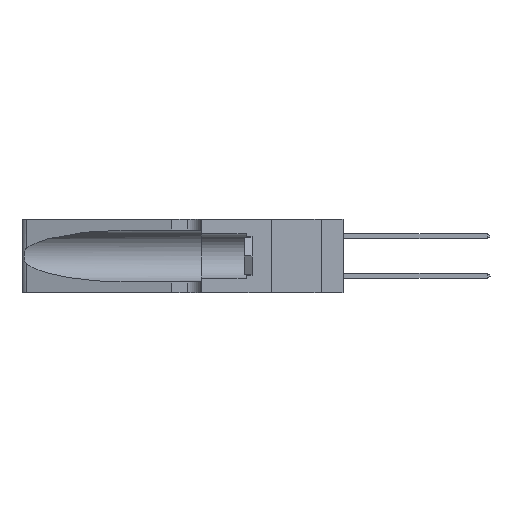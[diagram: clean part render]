
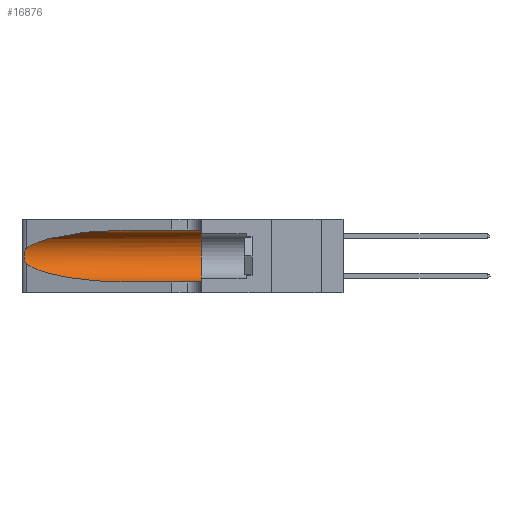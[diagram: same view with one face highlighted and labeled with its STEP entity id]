
A CAD part, left-side view. The second image highlights one B-rep face of the part: STEP entity #16876.
In plain terms, the highlighted cylindrical face has radius 3.308 mm (diameter 6.617 mm), a partial arc.
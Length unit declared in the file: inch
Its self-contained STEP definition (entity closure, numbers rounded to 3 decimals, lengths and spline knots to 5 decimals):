
#502 = CARTESIAN_POINT ( 'NONE',  ( 0.26075, 1.23896, 0.178 ) ) ;
#1600 = AXIS2_PLACEMENT_3D ( 'NONE', #6721, #7141, #33700 ) ;
#2177 = CARTESIAN_POINT ( 'NONE',  ( 0.18966, 0.96281, 0.31525 ) ) ;
#2974 = ORIENTED_EDGE ( 'NONE', *, *, #21424, .F. ) ;
#3216 = CARTESIAN_POINT ( 'NONE',  ( 0.25854, 1.2359, 0.20912 ) ) ;
#3915 = CARTESIAN_POINT ( 'NONE',  ( 0.25487, 1.22718, 0.14631 ) ) ;
#4224 = CARTESIAN_POINT ( 'NONE',  ( 0.1305, 0.35, 0.31525 ) ) ;
#4539 = CARTESIAN_POINT ( 'NONE',  ( 0.25555, 1.22993, 0.14849 ) ) ;
#4540 = DIRECTION ( 'NONE',  ( 0., -1., 0. ) ) ;
#5110 = VERTEX_POINT ( 'NONE', #4224 ) ;
#5116 = DIRECTION ( 'NONE',  ( 0., 0., -1. ) ) ;
#5264 = B_SPLINE_CURVE_WITH_KNOTS ( 'NONE', 3,
 ( #20204, #37517, #17328, #23425, #3216, #27500, #10984, #502, #41081, #34305, #27809, #17645, #4539, #3915 ),
 .UNSPECIFIED., .F., .F.,
 ( 4, 2, 2, 2, 2, 2, 4 ),
 ( 0., 0.00027, 0.00053, 0.00107, 0.0016, 0.00187, 0.00214 ),
 .UNSPECIFIED. ) ;
#5511 = CARTESIAN_POINT ( 'NONE',  ( 0.25487, 1.22718, 0.14631 ) ) ;
#6721 = CARTESIAN_POINT ( 'NONE',  ( 0.1305, 0.35, 0.185 ) ) ;
#7019 = DIRECTION ( 'NONE',  ( 0., -1., 0. ) ) ;
#7141 = DIRECTION ( 'NONE',  ( 0., 1., 0. ) ) ;
#9798 = CARTESIAN_POINT ( 'NONE',  ( 0.25487, 1.22718, 0.22369 ) ) ;
#10984 = CARTESIAN_POINT ( 'NONE',  ( 0.26075, 1.23896, 0.19203 ) ) ;
#11156 =( BOUNDED_CURVE ( )  B_SPLINE_CURVE ( 3, ( #35507, #2177, #30015, #9798 ),
 .UNSPECIFIED., .F., .T. ) 
 B_SPLINE_CURVE_WITH_KNOTS ( ( 4, 4 ),
 ( 1.5708, 2.84003 ),
 .UNSPECIFIED. ) 
 CURVE ( )  GEOMETRIC_REPRESENTATION_ITEM ( )  RATIONAL_B_SPLINE_CURVE ( ( 1., 0.87, 0.87, 1. ) ) 
 REPRESENTATION_ITEM ( '' )  );
#11840 = CIRCLE ( 'NONE', #1600, 0.13025 ) ;
#12350 = EDGE_CURVE ( 'NONE', #28012, #42596, #14400, .T. ) ;
#13823 = ORIENTED_EDGE ( 'NONE', *, *, #16035, .T. ) ;
#13897 = VERTEX_POINT ( 'NONE', #38629 ) ;
#14400 =( BOUNDED_CURVE ( )  B_SPLINE_CURVE ( 3, ( #5511, #25557, #39417, #28943 ),
 .UNSPECIFIED., .F., .T. ) 
 B_SPLINE_CURVE_WITH_KNOTS ( ( 4, 4 ),
 ( 3.44316, 4.71239 ),
 .UNSPECIFIED. ) 
 CURVE ( )  GEOMETRIC_REPRESENTATION_ITEM ( )  RATIONAL_B_SPLINE_CURVE ( ( 1., 0.87, 0.87, 1. ) ) 
 REPRESENTATION_ITEM ( '' )  );
#14973 = EDGE_CURVE ( 'NONE', #39664, #5110, #28076, .T. ) ;
#16035 = EDGE_CURVE ( 'NONE', #42596, #28951, #20112, .T. ) ;
#16102 = CARTESIAN_POINT ( 'NONE',  ( 0.25487, 1.22718, 0.14631 ) ) ;
#16876 = ADVANCED_FACE ( 'NONE', ( #25873 ), #31674, .F. ) ;
#16910 = EDGE_CURVE ( 'NONE', #13897, #28012, #5264, .T. ) ;
#17328 = CARTESIAN_POINT ( 'NONE',  ( 0.25639, 1.23184, 0.21858 ) ) ;
#17645 = CARTESIAN_POINT ( 'NONE',  ( 0.25639, 1.23186, 0.15144 ) ) ;
#18609 = CARTESIAN_POINT ( 'NONE',  ( 0.1305, 0.72297, 0.31525 ) ) ;
#18983 = ORIENTED_EDGE ( 'NONE', *, *, #14973, .F. ) ;
#19099 = EDGE_CURVE ( 'NONE', #39664, #13897, #11156, .T. ) ;
#20112 = LINE ( 'NONE', #35365, #22790 ) ;
#20204 = CARTESIAN_POINT ( 'NONE',  ( 0.25487, 1.22718, 0.22369 ) ) ;
#21028 = CARTESIAN_POINT ( 'NONE',  ( 0.1305, 0.35, 0.05475 ) ) ;
#21424 = EDGE_CURVE ( 'NONE', #5110, #28951, #11840, .T. ) ;
#21470 = EDGE_LOOP ( 'NONE', ( #32335, #27360, #33054, #13823, #2974, #18983 ) ) ;
#22790 = VECTOR ( 'NONE', #4540, 39.37008 ) ;
#23425 = CARTESIAN_POINT ( 'NONE',  ( 0.25787, 1.23484, 0.2124 ) ) ;
#25557 = CARTESIAN_POINT ( 'NONE',  ( 0.2373, 1.15595, 0.08982 ) ) ;
#25873 = FACE_OUTER_BOUND ( 'NONE', #21470, .T. ) ;
#27360 = ORIENTED_EDGE ( 'NONE', *, *, #16910, .T. ) ;
#27500 = CARTESIAN_POINT ( 'NONE',  ( 0.26018, 1.23835, 0.19895 ) ) ;
#27809 = CARTESIAN_POINT ( 'NONE',  ( 0.25789, 1.23486, 0.15765 ) ) ;
#28012 = VERTEX_POINT ( 'NONE', #16102 ) ;
#28076 = LINE ( 'NONE', #34919, #31787 ) ;
#28433 = CARTESIAN_POINT ( 'NONE',  ( 0.1305, 0.72297, 0.05475 ) ) ;
#28943 = CARTESIAN_POINT ( 'NONE',  ( 0.1305, 0.72297, 0.05475 ) ) ;
#28951 = VERTEX_POINT ( 'NONE', #21028 ) ;
#29683 = CARTESIAN_POINT ( 'NONE',  ( 0.1305, 1.61858, 0.185 ) ) ;
#30015 = CARTESIAN_POINT ( 'NONE',  ( 0.2373, 1.15595, 0.28018 ) ) ;
#31674 = CYLINDRICAL_SURFACE ( 'NONE', #33350, 0.13025 ) ;
#31787 = VECTOR ( 'NONE', #38282, 39.37008 ) ;
#32335 = ORIENTED_EDGE ( 'NONE', *, *, #19099, .T. ) ;
#33054 = ORIENTED_EDGE ( 'NONE', *, *, #12350, .T. ) ;
#33350 = AXIS2_PLACEMENT_3D ( 'NONE', #29683, #7019, #5116 ) ;
#33700 = DIRECTION ( 'NONE',  ( 0., 0., 1. ) ) ;
#34305 = CARTESIAN_POINT ( 'NONE',  ( 0.25856, 1.23593, 0.16098 ) ) ;
#34919 = CARTESIAN_POINT ( 'NONE',  ( 0.1305, 1.61858, 0.31525 ) ) ;
#35365 = CARTESIAN_POINT ( 'NONE',  ( 0.1305, 1.61858, 0.05475 ) ) ;
#35507 = CARTESIAN_POINT ( 'NONE',  ( 0.1305, 0.72297, 0.31525 ) ) ;
#37517 = CARTESIAN_POINT ( 'NONE',  ( 0.25555, 1.22994, 0.2215 ) ) ;
#38282 = DIRECTION ( 'NONE',  ( 0., -1., 0. ) ) ;
#38629 = CARTESIAN_POINT ( 'NONE',  ( 0.25487, 1.22718, 0.22369 ) ) ;
#39417 = CARTESIAN_POINT ( 'NONE',  ( 0.18966, 0.96281, 0.05475 ) ) ;
#39664 = VERTEX_POINT ( 'NONE', #18609 ) ;
#41081 = CARTESIAN_POINT ( 'NONE',  ( 0.26017, 1.23833, 0.17102 ) ) ;
#42596 = VERTEX_POINT ( 'NONE', #28433 ) ;
